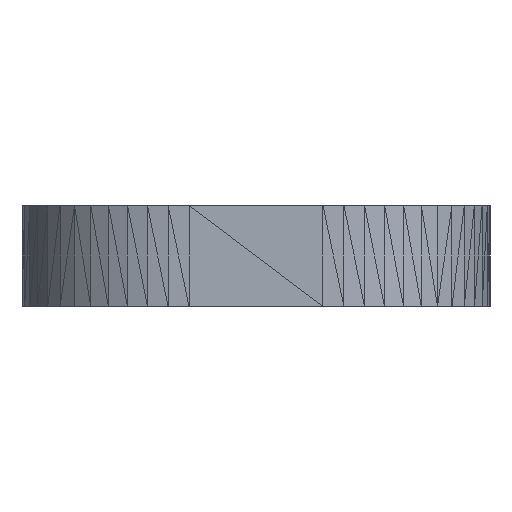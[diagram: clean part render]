
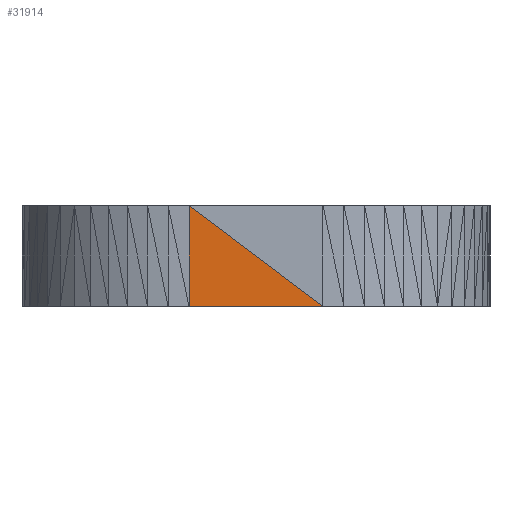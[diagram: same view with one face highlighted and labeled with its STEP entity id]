
A CAD part, left-side view. The second image highlights one B-rep face of the part: STEP entity #31914.
In plain terms, the highlighted planar face has unit normal (-1, 0, 0).
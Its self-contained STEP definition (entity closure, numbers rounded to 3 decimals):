
#31867 = VERTEX_POINT('',#31868);
#31868 = CARTESIAN_POINT('',(-29.5,2.,3.));
#31903 = PLANE('',#31904);
#31904 = AXIS2_PLACEMENT_3D('',#31905,#31906,#31907);
#31905 = CARTESIAN_POINT('',(-29.5,-0.5,2.));
#31906 = DIRECTION('',(-1.,-0.,-0.));
#31907 = DIRECTION('',(0.,0.,-1.));
#31914 = ADVANCED_FACE('',(#31915),#31927,.T.);
#31915 = FACE_BOUND('',#31916,.T.);
#31916 = EDGE_LOOP('',(#31917,#31945,#31973));
#31917 = ORIENTED_EDGE('',*,*,#31918,.T.);
#31918 = EDGE_CURVE('',#31919,#31867,#31921,.T.);
#31919 = VERTEX_POINT('',#31920);
#31920 = CARTESIAN_POINT('',(-29.5,-2.,0.));
#31921 = SURFACE_CURVE('',#31922,(#31926,#31938),.PCURVE_S1.);
#31922 = LINE('',#31923,#31924);
#31923 = CARTESIAN_POINT('',(-29.5,-2.,0.));
#31924 = VECTOR('',#31925,1.);
#31925 = DIRECTION('',(0.,0.8,0.6));
#31926 = PCURVE('',#31927,#31932);
#31927 = PLANE('',#31928);
#31928 = AXIS2_PLACEMENT_3D('',#31929,#31930,#31931);
#31929 = CARTESIAN_POINT('',(-29.5,0.5,1.));
#31930 = DIRECTION('',(-1.,-0.,-0.));
#31931 = DIRECTION('',(0.,0.,-1.));
#31932 = DEFINITIONAL_REPRESENTATION('',(#31933),#31937);
#31933 = LINE('',#31934,#31935);
#31934 = CARTESIAN_POINT('',(1.,2.5));
#31935 = VECTOR('',#31936,1.);
#31936 = DIRECTION('',(-0.6,-0.8));
#31937 = ( GEOMETRIC_REPRESENTATION_CONTEXT(2) 
PARAMETRIC_REPRESENTATION_CONTEXT() REPRESENTATION_CONTEXT('2D SPACE',''
  ) );
#31938 = PCURVE('',#31903,#31939);
#31939 = DEFINITIONAL_REPRESENTATION('',(#31940),#31944);
#31940 = LINE('',#31941,#31942);
#31941 = CARTESIAN_POINT('',(2.,1.5));
#31942 = VECTOR('',#31943,1.);
#31943 = DIRECTION('',(-0.6,-0.8));
#31944 = ( GEOMETRIC_REPRESENTATION_CONTEXT(2) 
PARAMETRIC_REPRESENTATION_CONTEXT() REPRESENTATION_CONTEXT('2D SPACE',''
  ) );
#31945 = ORIENTED_EDGE('',*,*,#31946,.T.);
#31946 = EDGE_CURVE('',#31867,#31947,#31949,.T.);
#31947 = VERTEX_POINT('',#31948);
#31948 = CARTESIAN_POINT('',(-29.5,2.,0.));
#31949 = SURFACE_CURVE('',#31950,(#31954,#31961),.PCURVE_S1.);
#31950 = LINE('',#31951,#31952);
#31951 = CARTESIAN_POINT('',(-29.5,2.,3.));
#31952 = VECTOR('',#31953,1.);
#31953 = DIRECTION('',(0.,0.,-1.));
#31954 = PCURVE('',#31927,#31955);
#31955 = DEFINITIONAL_REPRESENTATION('',(#31956),#31960);
#31956 = LINE('',#31957,#31958);
#31957 = CARTESIAN_POINT('',(-2.,-1.5));
#31958 = VECTOR('',#31959,1.);
#31959 = DIRECTION('',(1.,0.));
#31960 = ( GEOMETRIC_REPRESENTATION_CONTEXT(2) 
PARAMETRIC_REPRESENTATION_CONTEXT() REPRESENTATION_CONTEXT('2D SPACE',''
  ) );
#31961 = PCURVE('',#31962,#31967);
#31962 = PLANE('',#31963);
#31963 = AXIS2_PLACEMENT_3D('',#31964,#31965,#31966);
#31964 = CARTESIAN_POINT('',(-29.489,2.173,
    1.641));
#31965 = DIRECTION('',(-0.998,0.063,
    0.));
#31966 = DIRECTION('',(-0.063,-0.998,0.));
#31967 = DEFINITIONAL_REPRESENTATION('',(#31968),#31972);
#31968 = LINE('',#31969,#31970);
#31969 = CARTESIAN_POINT('',(0.173,1.359));
#31970 = VECTOR('',#31971,1.);
#31971 = DIRECTION('',(0.,-1.));
#31972 = ( GEOMETRIC_REPRESENTATION_CONTEXT(2) 
PARAMETRIC_REPRESENTATION_CONTEXT() REPRESENTATION_CONTEXT('2D SPACE',''
  ) );
#31973 = ORIENTED_EDGE('',*,*,#31974,.T.);
#31974 = EDGE_CURVE('',#31947,#31919,#31975,.T.);
#31975 = SURFACE_CURVE('',#31976,(#31980,#31987),.PCURVE_S1.);
#31976 = LINE('',#31977,#31978);
#31977 = CARTESIAN_POINT('',(-29.5,2.,0.));
#31978 = VECTOR('',#31979,1.);
#31979 = DIRECTION('',(0.,-1.,0.));
#31980 = PCURVE('',#31927,#31981);
#31981 = DEFINITIONAL_REPRESENTATION('',(#31982),#31986);
#31982 = LINE('',#31983,#31984);
#31983 = CARTESIAN_POINT('',(1.,-1.5));
#31984 = VECTOR('',#31985,1.);
#31985 = DIRECTION('',(0.,1.));
#31986 = ( GEOMETRIC_REPRESENTATION_CONTEXT(2) 
PARAMETRIC_REPRESENTATION_CONTEXT() REPRESENTATION_CONTEXT('2D SPACE',''
  ) );
#31987 = PCURVE('',#31988,#31993);
#31988 = PLANE('',#31989);
#31989 = AXIS2_PLACEMENT_3D('',#31990,#31991,#31992);
#31990 = CARTESIAN_POINT('',(-28.118,0.,0.));
#31991 = DIRECTION('',(-0.,-0.,-1.));
#31992 = DIRECTION('',(-1.,0.,0.));
#31993 = DEFINITIONAL_REPRESENTATION('',(#31994),#31998);
#31994 = LINE('',#31995,#31996);
#31995 = CARTESIAN_POINT('',(1.382,2.));
#31996 = VECTOR('',#31997,1.);
#31997 = DIRECTION('',(0.,-1.));
#31998 = ( GEOMETRIC_REPRESENTATION_CONTEXT(2) 
PARAMETRIC_REPRESENTATION_CONTEXT() REPRESENTATION_CONTEXT('2D SPACE',''
  ) );
